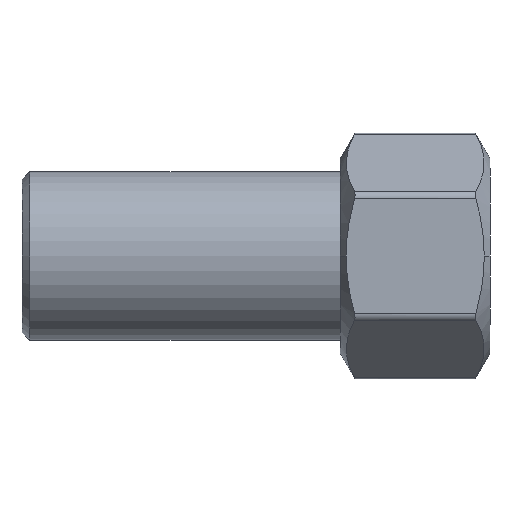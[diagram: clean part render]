
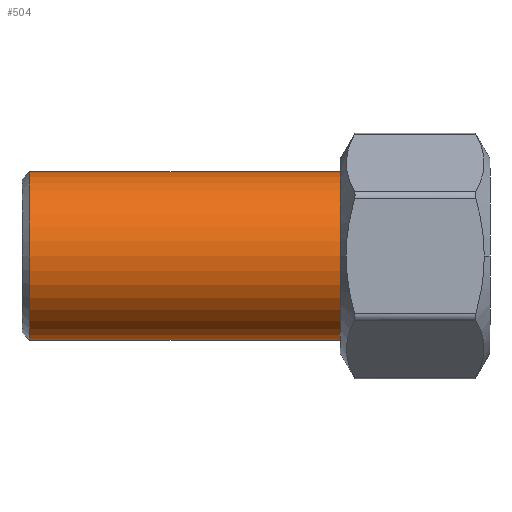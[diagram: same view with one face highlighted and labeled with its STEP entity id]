
A CAD part, front view. The second image highlights one B-rep face of the part: STEP entity #504.
In plain terms, the highlighted cylindrical face has radius 11 mm (diameter 22 mm), a partial arc.
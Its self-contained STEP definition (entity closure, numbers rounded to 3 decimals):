
#25 = ORIENTED_EDGE ( 'NONE', *, *, #265, .T. ) ;
#147 = DIRECTION ( 'NONE',  ( 1., 0., 0. ) ) ;
#187 = LINE ( 'NONE', #531, #515 ) ;
#224 = CIRCLE ( 'NONE', #391, 11. ) ;
#226 = CARTESIAN_POINT ( 'NONE',  ( -12.5, 0., -11. ) ) ;
#236 = ORIENTED_EDGE ( 'NONE', *, *, #852, .F. ) ;
#265 = EDGE_CURVE ( 'NONE', #432, #440, #224, .T. ) ;
#272 = AXIS2_PLACEMENT_3D ( 'NONE', #562, #147, #963 ) ;
#292 = CARTESIAN_POINT ( 'NONE',  ( -54., 0., 0. ) ) ;
#320 = EDGE_CURVE ( 'NONE', #970, #423, #899, .T. ) ;
#363 = CARTESIAN_POINT ( 'NONE',  ( -53., 0., 11. ) ) ;
#382 = CARTESIAN_POINT ( 'NONE',  ( -12.5, 0., 11. ) ) ;
#391 = AXIS2_PLACEMENT_3D ( 'NONE', #503, #990, #665 ) ;
#423 = VERTEX_POINT ( 'NONE', #890 ) ;
#432 = VERTEX_POINT ( 'NONE', #226 ) ;
#440 = VERTEX_POINT ( 'NONE', #382 ) ;
#497 = CYLINDRICAL_SURFACE ( 'NONE', #655, 11. ) ;
#503 = CARTESIAN_POINT ( 'NONE',  ( -12.5, 0., 0. ) ) ;
#504 = ADVANCED_FACE ( 'NONE', ( #711 ), #497, .T. ) ;
#515 = VECTOR ( 'NONE', #930, 1000. ) ;
#525 = ORIENTED_EDGE ( 'NONE', *, *, #973, .T. ) ;
#531 = CARTESIAN_POINT ( 'NONE',  ( -54., 0., 11. ) ) ;
#541 = DIRECTION ( 'NONE',  ( -1., 0., 0. ) ) ;
#562 = CARTESIAN_POINT ( 'NONE',  ( -53., 0., 0. ) ) ;
#655 = AXIS2_PLACEMENT_3D ( 'NONE', #292, #541, #1009 ) ;
#665 = DIRECTION ( 'NONE',  ( 0., 0., 1. ) ) ;
#711 = FACE_OUTER_BOUND ( 'NONE', #897, .T. ) ;
#753 = CARTESIAN_POINT ( 'NONE',  ( -54., 0., -11. ) ) ;
#806 = ORIENTED_EDGE ( 'NONE', *, *, #320, .T. ) ;
#825 = LINE ( 'NONE', #753, #885 ) ;
#852 = EDGE_CURVE ( 'NONE', #432, #423, #825, .T. ) ;
#885 = VECTOR ( 'NONE', #980, 1000. ) ;
#890 = CARTESIAN_POINT ( 'NONE',  ( -53., 0., -11. ) ) ;
#897 = EDGE_LOOP ( 'NONE', ( #236, #25, #525, #806 ) ) ;
#899 = CIRCLE ( 'NONE', #272, 11. ) ;
#930 = DIRECTION ( 'NONE',  ( -1., 0., 0. ) ) ;
#963 = DIRECTION ( 'NONE',  ( 0., 0., -1. ) ) ;
#970 = VERTEX_POINT ( 'NONE', #363 ) ;
#973 = EDGE_CURVE ( 'NONE', #440, #970, #187, .T. ) ;
#980 = DIRECTION ( 'NONE',  ( -1., 0., 0. ) ) ;
#990 = DIRECTION ( 'NONE',  ( -1., 0., 0. ) ) ;
#1009 = DIRECTION ( 'NONE',  ( 0., 0., 1. ) ) ;
